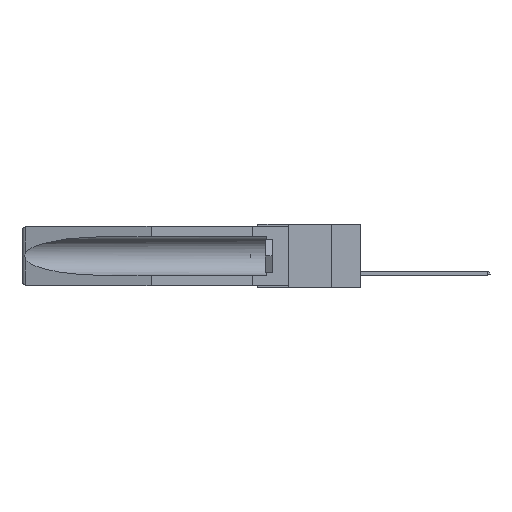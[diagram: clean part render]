
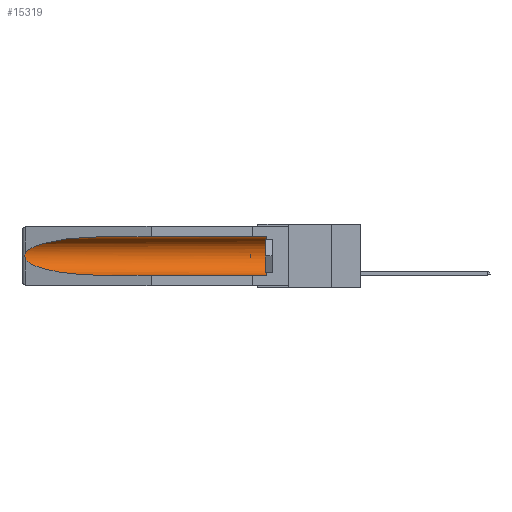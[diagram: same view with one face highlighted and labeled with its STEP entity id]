
A CAD part, left-side view. The second image highlights one B-rep face of the part: STEP entity #15319.
In plain terms, the highlighted cylindrical face has radius 2.857 mm (diameter 5.715 mm), a partial arc.
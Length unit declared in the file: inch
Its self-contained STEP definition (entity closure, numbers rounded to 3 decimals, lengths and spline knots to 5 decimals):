
#1488 = CARTESIAN_POINT ( 'NONE',  ( 0.2675, 1.53308, -0.17534 ) ) ;
#1599 = CARTESIAN_POINT ( 'NONE',  ( 0.155, 1.07973, -0.284 ) ) ;
#1945 = CARTESIAN_POINT ( 'NONE',  ( 0.2675, 1.53308, -0.16763 ) ) ;
#2042 = CYLINDRICAL_SURFACE ( 'NONE', #28136, 0.1125 ) ;
#2486 = CARTESIAN_POINT ( 'NONE',  ( 0.155, 1.07973, -0.284 ) ) ;
#2692 = EDGE_CURVE ( 'NONE', #20276, #11000, #4037, .T. ) ;
#3182 = CARTESIAN_POINT ( 'NONE',  ( 0.21114, 1.30732, -0.059 ) ) ;
#4037 =( BOUNDED_CURVE ( )  B_SPLINE_CURVE ( 3, ( #24206, #3182, #24675, #29723 ),
 .UNSPECIFIED., .F., .F. ) 
 B_SPLINE_CURVE_WITH_KNOTS ( ( 4, 4 ),
 ( 4.71239, 6.08839 ),
 .UNSPECIFIED. ) 
 CURVE ( )  GEOMETRIC_REPRESENTATION_ITEM ( )  RATIONAL_B_SPLINE_CURVE ( ( 1., 0.848, 0.848, 1. ) ) 
 REPRESENTATION_ITEM ( '' )  );
#4357 = DIRECTION ( 'NONE',  ( 0., 1., 0. ) ) ;
#4410 = AXIS2_PLACEMENT_3D ( 'NONE', #18136, #5669, #15837 ) ;
#4548 = FACE_OUTER_BOUND ( 'NONE', #19776, .T. ) ;
#5549 = EDGE_CURVE ( 'NONE', #29481, #7156, #25319, .T. ) ;
#5669 = DIRECTION ( 'NONE',  ( 0., -1., 0. ) ) ;
#6391 = ORIENTED_EDGE ( 'NONE', *, *, #24285, .T. ) ;
#6727 = CARTESIAN_POINT ( 'NONE',  ( 0.26597, 1.5296, -0.19026 ) ) ;
#7145 = CARTESIAN_POINT ( 'NONE',  ( 0.155, -0.30754, -0.284 ) ) ;
#7156 = VERTEX_POINT ( 'NONE', #20371 ) ;
#7502 = CARTESIAN_POINT ( 'NONE',  ( 0.155, 1.07973, -0.059 ) ) ;
#8712 = B_SPLINE_CURVE_WITH_KNOTS ( 'NONE', 3,
 ( #28181, #15154, #17802, #14817, #1945, #1488, #20427, #22805, #6727, #25234 ),
 .UNSPECIFIED., .F., .F.,
 ( 4, 2, 2, 2, 4 ),
 ( 0., 0.00029, 0.00058, 0.00087, 0.00117 ),
 .UNSPECIFIED. ) ;
#9102 = ORIENTED_EDGE ( 'NONE', *, *, #5549, .T. ) ;
#9408 = CARTESIAN_POINT ( 'NONE',  ( 0.25451, 1.48313, -0.24835 ) ) ;
#9734 = CARTESIAN_POINT ( 'NONE',  ( 0.21114, 1.30732, -0.284 ) ) ;
#11000 = VERTEX_POINT ( 'NONE', #34223 ) ;
#13871 = VECTOR ( 'NONE', #30795, 39.37008 ) ;
#14817 = CARTESIAN_POINT ( 'NONE',  ( 0.2673, 1.5327, -0.16383 ) ) ;
#15154 = CARTESIAN_POINT ( 'NONE',  ( 0.26597, 1.52961, -0.15275 ) ) ;
#15162 = ORIENTED_EDGE ( 'NONE', *, *, #30330, .T. ) ;
#15319 = ADVANCED_FACE ( 'NONE', ( #4548 ), #2042, .F. ) ;
#15837 = DIRECTION ( 'NONE',  ( 0., 0., 1. ) ) ;
#17401 = DIRECTION ( 'NONE',  ( 0., 1., 0. ) ) ;
#17801 = EDGE_CURVE ( 'NONE', #29481, #23926, #31605, .T. ) ;
#17802 = CARTESIAN_POINT ( 'NONE',  ( 0.26654, 1.53092, -0.15636 ) ) ;
#18136 = CARTESIAN_POINT ( 'NONE',  ( 0.155, 0.126, -0.1715 ) ) ;
#18402 =( BOUNDED_CURVE ( )  B_SPLINE_CURVE ( 3, ( #28063, #9408, #9734, #1599 ),
 .UNSPECIFIED., .F., .F. ) 
 B_SPLINE_CURVE_WITH_KNOTS ( ( 4, 4 ),
 ( 0.1948, 1.5708 ),
 .UNSPECIFIED. ) 
 CURVE ( )  GEOMETRIC_REPRESENTATION_ITEM ( )  RATIONAL_B_SPLINE_CURVE ( ( 1., 0.848, 0.848, 1. ) ) 
 REPRESENTATION_ITEM ( '' )  );
#18663 = ORIENTED_EDGE ( 'NONE', *, *, #28511, .T. ) ;
#19572 = LINE ( 'NONE', #28464, #27026 ) ;
#19776 = EDGE_LOOP ( 'NONE', ( #24885, #6391, #18663, #31314, #9102, #15162 ) ) ;
#20019 = DIRECTION ( 'NONE',  ( 0., 0., 1. ) ) ;
#20125 = CARTESIAN_POINT ( 'NONE',  ( 0.155, -0.30754, -0.1715 ) ) ;
#20276 = VERTEX_POINT ( 'NONE', #7502 ) ;
#20371 = CARTESIAN_POINT ( 'NONE',  ( 0.155, 0.126, -0.059 ) ) ;
#20427 = CARTESIAN_POINT ( 'NONE',  ( 0.2673, 1.53269, -0.17917 ) ) ;
#22805 = CARTESIAN_POINT ( 'NONE',  ( 0.26655, 1.53094, -0.18657 ) ) ;
#23549 = CARTESIAN_POINT ( 'NONE',  ( 0.155, 0.126, -0.284 ) ) ;
#23926 = VERTEX_POINT ( 'NONE', #2486 ) ;
#24206 = CARTESIAN_POINT ( 'NONE',  ( 0.155, 1.07973, -0.059 ) ) ;
#24285 = EDGE_CURVE ( 'NONE', #11000, #34009, #8712, .T. ) ;
#24675 = CARTESIAN_POINT ( 'NONE',  ( 0.25451, 1.48313, -0.09465 ) ) ;
#24885 = ORIENTED_EDGE ( 'NONE', *, *, #2692, .T. ) ;
#25234 = CARTESIAN_POINT ( 'NONE',  ( 0.26537, 1.52718, -0.19328 ) ) ;
#25319 = CIRCLE ( 'NONE', #4410, 0.1125 ) ;
#27026 = VECTOR ( 'NONE', #4357, 39.37008 ) ;
#28063 = CARTESIAN_POINT ( 'NONE',  ( 0.26537, 1.52718, -0.19328 ) ) ;
#28136 = AXIS2_PLACEMENT_3D ( 'NONE', #20125, #17401, #20019 ) ;
#28181 = CARTESIAN_POINT ( 'NONE',  ( 0.26537, 1.52718, -0.14972 ) ) ;
#28464 = CARTESIAN_POINT ( 'NONE',  ( 0.155, -0.30754, -0.059 ) ) ;
#28511 = EDGE_CURVE ( 'NONE', #34009, #23926, #18402, .T. ) ;
#29481 = VERTEX_POINT ( 'NONE', #23549 ) ;
#29723 = CARTESIAN_POINT ( 'NONE',  ( 0.26537, 1.52718, -0.14972 ) ) ;
#30330 = EDGE_CURVE ( 'NONE', #7156, #20276, #19572, .T. ) ;
#30795 = DIRECTION ( 'NONE',  ( 0., 1., 0. ) ) ;
#31314 = ORIENTED_EDGE ( 'NONE', *, *, #17801, .F. ) ;
#31499 = CARTESIAN_POINT ( 'NONE',  ( 0.26537, 1.52718, -0.19328 ) ) ;
#31605 = LINE ( 'NONE', #7145, #13871 ) ;
#34009 = VERTEX_POINT ( 'NONE', #31499 ) ;
#34223 = CARTESIAN_POINT ( 'NONE',  ( 0.26537, 1.52718, -0.14972 ) ) ;
